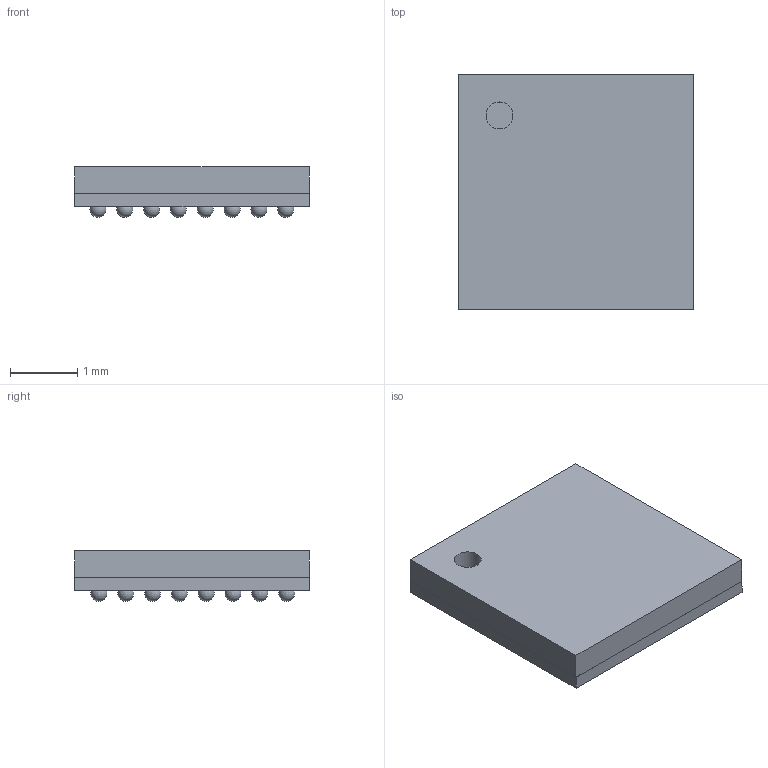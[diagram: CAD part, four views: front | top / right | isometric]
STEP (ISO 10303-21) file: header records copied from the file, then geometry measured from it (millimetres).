
FILE_DESCRIPTION(/* description */ (''),/* implementation_level */ '2;1');
FILE_NAME(/* name */ 'BGA-64_3.5x3.5mm_Layout8x8_P0.4mm_Ball0.24mm_NSMD v17.step',/* time_stamp */ '2022-09-04T21:46:48-04:00',/* author */ (''),/* organization */ (''),/* preprocessor_version */ 'ST-DEVELOPER v19',/* originating_system */ 'Autodesk Translation Framework v11.7.0.108',/* authorisation */ '');
FILE_SCHEMA (('AUTOMOTIVE_DESIGN { 1 0 10303 214 3 1 1 }'));
Length unit declared in the file: millimetre
Products named in the file (4): BGA-64_3.5x3.5mm_Layout8x8_P0.4mm_Ball0.24mm_NSMD; Body; InBody; Pin
Assembly tree (3 placements, depth 2):
  BGA-64_3.5x3.5mm_Layout8x8_P0.4mm_Ball0.24mm_NSMD
    Body
    InBody
    Pin
Bounding box: 3.5 x 3.5 x 0.75 mm (x, y, z)
Volume: 7.8 mm3; surface area: 69.2 mm2
Topology: 66 solids, 66 shells, 77 faces, 219 edges, 146 vertices
Faces by surface type: sphere 64, plane 12, cylinder 1
Full cylindrical faces by diameter (mm): 0.4 x1
Entity records: 1958 total; most frequent: DIRECTION 325, CARTESIAN_POINT 321, ORIENTED_EDGE 182, AXIS2_PLACEMENT_3D 150, VERTEX_POINT 146, EDGE_CURVE 91, EDGE_LOOP 79, FACE_OUTER_BOUND 77
